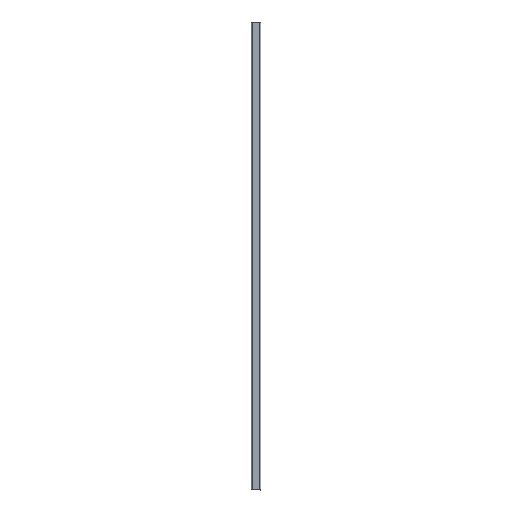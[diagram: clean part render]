
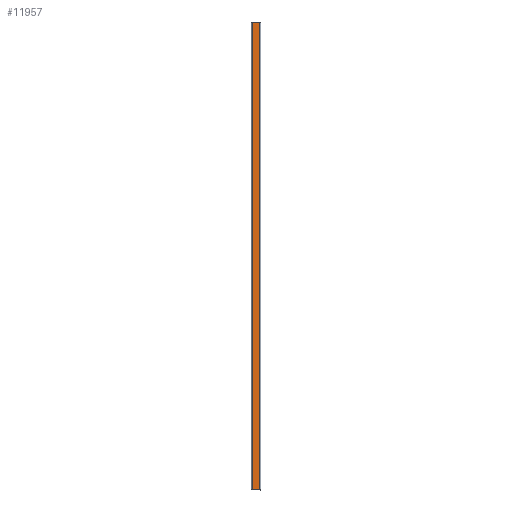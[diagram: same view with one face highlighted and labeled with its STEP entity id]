
A CAD part, left-side view. The second image highlights one B-rep face of the part: STEP entity #11957.
In plain terms, the highlighted planar face has unit normal (-1, 0, 0).
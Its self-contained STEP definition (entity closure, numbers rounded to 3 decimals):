
#671 = AXIS2_PLACEMENT_3D ( 'NONE', #51985, #56293, #35476 ) ;
#2936 = LINE ( 'NONE', #52436, #43060 ) ;
#3852 = VERTEX_POINT ( 'NONE', #47997 ) ;
#4252 = VECTOR ( 'NONE', #8678, 1000. ) ;
#5812 = EDGE_CURVE ( 'NONE', #12711, #11745, #2936, .T. ) ;
#6112 = CARTESIAN_POINT ( 'NONE',  ( -20.5, 18.75, -1000. ) ) ;
#6479 = EDGE_CURVE ( 'NONE', #38765, #11745, #15779, .T. ) ;
#7031 = ORIENTED_EDGE ( 'NONE', *, *, #17105, .T. ) ;
#7478 = LINE ( 'NONE', #18171, #38760 ) ;
#7813 = LINE ( 'NONE', #13193, #25508 ) ;
#8678 = DIRECTION ( 'NONE',  ( 0., 1., 0. ) ) ;
#10846 = EDGE_LOOP ( 'NONE', ( #15381, #13667, #39361, #7031 ) ) ;
#11745 = VERTEX_POINT ( 'NONE', #29023 ) ;
#11957 = ADVANCED_FACE ( 'NONE', ( #39267 ), #52162, .F. ) ;
#12711 = VERTEX_POINT ( 'NONE', #6112 ) ;
#13193 = CARTESIAN_POINT ( 'NONE',  ( -20.5, 0., -1000. ) ) ;
#13293 = DIRECTION ( 'NONE',  ( 0., 0., 1. ) ) ;
#13667 = ORIENTED_EDGE ( 'NONE', *, *, #5812, .F. ) ;
#15381 = ORIENTED_EDGE ( 'NONE', *, *, #6479, .T. ) ;
#15779 = LINE ( 'NONE', #21614, #4252 ) ;
#17105 = EDGE_CURVE ( 'NONE', #3852, #38765, #7478, .T. ) ;
#18171 = CARTESIAN_POINT ( 'NONE',  ( -20.5, 2.25, -500. ) ) ;
#21614 = CARTESIAN_POINT ( 'NONE',  ( -20.5, 0., 0. ) ) ;
#22740 = DIRECTION ( 'NONE',  ( 0., 0., 1. ) ) ;
#25508 = VECTOR ( 'NONE', #26522, 1000. ) ;
#26522 = DIRECTION ( 'NONE',  ( 0., 1., 0. ) ) ;
#29023 = CARTESIAN_POINT ( 'NONE',  ( -20.5, 18.75, 0. ) ) ;
#35476 = DIRECTION ( 'NONE',  ( 0., 0., -1. ) ) ;
#38760 = VECTOR ( 'NONE', #22740, 1000. ) ;
#38765 = VERTEX_POINT ( 'NONE', #46112 ) ;
#39108 = EDGE_CURVE ( 'NONE', #3852, #12711, #7813, .T. ) ;
#39267 = FACE_OUTER_BOUND ( 'NONE', #10846, .T. ) ;
#39361 = ORIENTED_EDGE ( 'NONE', *, *, #39108, .F. ) ;
#43060 = VECTOR ( 'NONE', #13293, 1000. ) ;
#46112 = CARTESIAN_POINT ( 'NONE',  ( -20.5, 2.25, 0. ) ) ;
#47997 = CARTESIAN_POINT ( 'NONE',  ( -20.5, 2.25, -1000. ) ) ;
#51985 = CARTESIAN_POINT ( 'NONE',  ( -20.5, 0., -500. ) ) ;
#52162 = PLANE ( 'NONE',  #671 ) ;
#52436 = CARTESIAN_POINT ( 'NONE',  ( -20.5, 18.75, -500. ) ) ;
#56293 = DIRECTION ( 'NONE',  ( 1., 0., 0. ) ) ;
